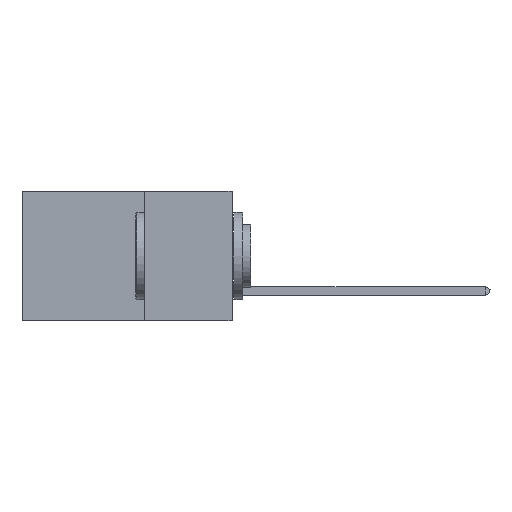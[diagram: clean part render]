
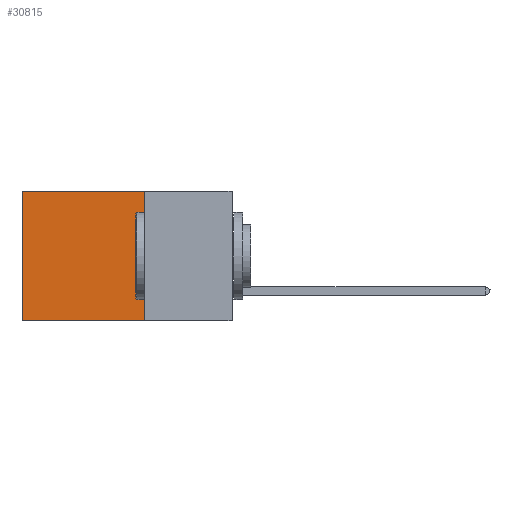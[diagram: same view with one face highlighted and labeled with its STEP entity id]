
A CAD part, left-side view. The second image highlights one B-rep face of the part: STEP entity #30815.
In plain terms, the highlighted planar face has unit normal (-1, 0, 0).
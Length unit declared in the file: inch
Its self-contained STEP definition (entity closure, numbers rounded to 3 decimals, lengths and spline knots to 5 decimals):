
#471 = DIRECTION ( 'NONE',  ( 1., 0., 0. ) ) ;
#689 = CARTESIAN_POINT ( 'NONE',  ( 0.2875, 0.25, 0. ) ) ;
#1485 = EDGE_CURVE ( 'NONE', #2098, #20227, #18349, .T. ) ;
#1855 = VERTEX_POINT ( 'NONE', #11797 ) ;
#2098 = VERTEX_POINT ( 'NONE', #29910 ) ;
#4322 = DIRECTION ( 'NONE',  ( 0., 1., 0. ) ) ;
#6018 = CARTESIAN_POINT ( 'NONE',  ( 0.2875, 0.6, -0.37 ) ) ;
#7685 = VECTOR ( 'NONE', #15779, 39.37008 ) ;
#8098 = EDGE_CURVE ( 'NONE', #1855, #14377, #30529, .T. ) ;
#9021 = DIRECTION ( 'NONE',  ( 0., 1., 0. ) ) ;
#11563 = ORIENTED_EDGE ( 'NONE', *, *, #15626, .T. ) ;
#11797 = CARTESIAN_POINT ( 'NONE',  ( 0.2875, 0.6, 0. ) ) ;
#14075 = ORIENTED_EDGE ( 'NONE', *, *, #8098, .T. ) ;
#14377 = VERTEX_POINT ( 'NONE', #6018 ) ;
#14436 = CARTESIAN_POINT ( 'NONE',  ( 0.2875, 0.25, 0. ) ) ;
#15542 = VECTOR ( 'NONE', #21284, 39.37008 ) ;
#15626 = EDGE_CURVE ( 'NONE', #2098, #1855, #31740, .T. ) ;
#15779 = DIRECTION ( 'NONE',  ( 0., 0., -1. ) ) ;
#16058 = AXIS2_PLACEMENT_3D ( 'NONE', #689, #471, #21003 ) ;
#16268 = ORIENTED_EDGE ( 'NONE', *, *, #1485, .F. ) ;
#18048 = EDGE_LOOP ( 'NONE', ( #14075, #23857, #16268, #11563 ) ) ;
#18349 = LINE ( 'NONE', #20714, #7685 ) ;
#19063 = CARTESIAN_POINT ( 'NONE',  ( 0.2875, 0.25, -0.37 ) ) ;
#19552 = FACE_OUTER_BOUND ( 'NONE', #18048, .T. ) ;
#19634 = VECTOR ( 'NONE', #9021, 39.37008 ) ;
#20227 = VERTEX_POINT ( 'NONE', #28800 ) ;
#20714 = CARTESIAN_POINT ( 'NONE',  ( 0.2875, 0.25, 0. ) ) ;
#21003 = DIRECTION ( 'NONE',  ( 0., 0., -1. ) ) ;
#21284 = DIRECTION ( 'NONE',  ( 0., 0., -1. ) ) ;
#21602 = LINE ( 'NONE', #19063, #19634 ) ;
#22096 = EDGE_CURVE ( 'NONE', #20227, #14377, #21602, .T. ) ;
#23857 = ORIENTED_EDGE ( 'NONE', *, *, #22096, .F. ) ;
#24160 = CARTESIAN_POINT ( 'NONE',  ( 0.2875, 0.6, 0. ) ) ;
#28800 = CARTESIAN_POINT ( 'NONE',  ( 0.2875, 0.25, -0.37 ) ) ;
#29910 = CARTESIAN_POINT ( 'NONE',  ( 0.2875, 0.25, 0. ) ) ;
#30529 = LINE ( 'NONE', #24160, #15542 ) ;
#30735 = PLANE ( 'NONE',  #16058 ) ;
#30815 = ADVANCED_FACE ( 'NONE', ( #19552 ), #30735, .F. ) ;
#31740 = LINE ( 'NONE', #14436, #32106 ) ;
#32106 = VECTOR ( 'NONE', #4322, 39.37008 ) ;
